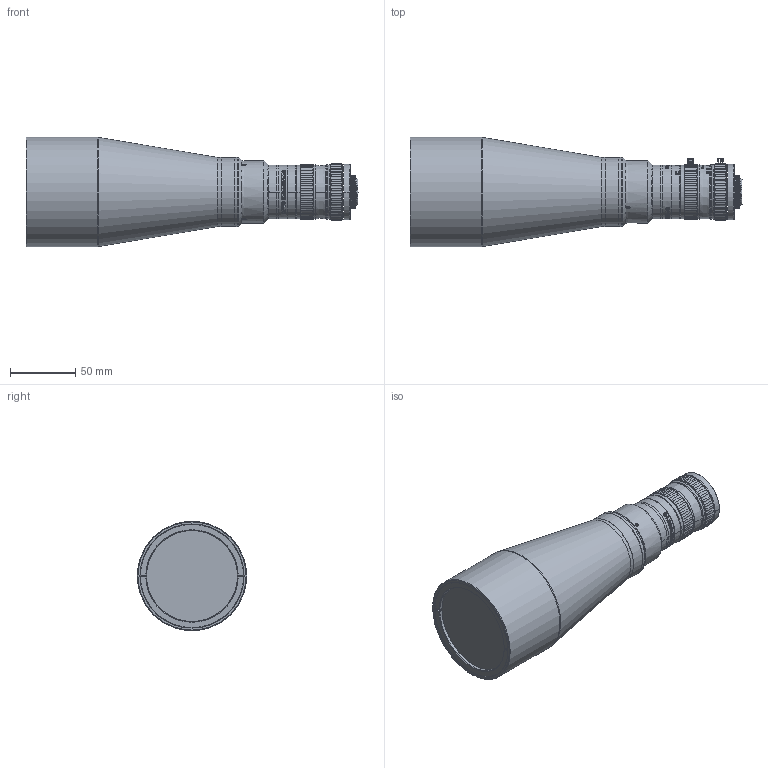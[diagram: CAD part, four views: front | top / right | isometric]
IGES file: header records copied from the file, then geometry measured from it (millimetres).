
Start section: SolidWorks IGES file using analytic representation for surfaces
Global section: file name: DP32983-A_HCBI023.igs; native system: SolidWorks 2021; preprocessor: SolidWorks 2021; author: lfspanu; date: 230810.084740; units: millimetre
Bounding box: 254.99 x 84 x 84 mm (x, y, z)
Surface area: 60938.2 mm2 (no closed solid volume)
Topology: 0 solids, 0 shells, 497 faces, 4557 edges, 4538 vertices
Faces by surface type: revolution 409, bspline 88
